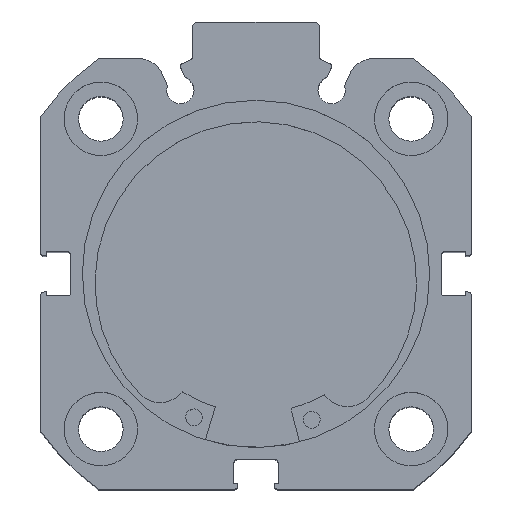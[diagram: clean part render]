
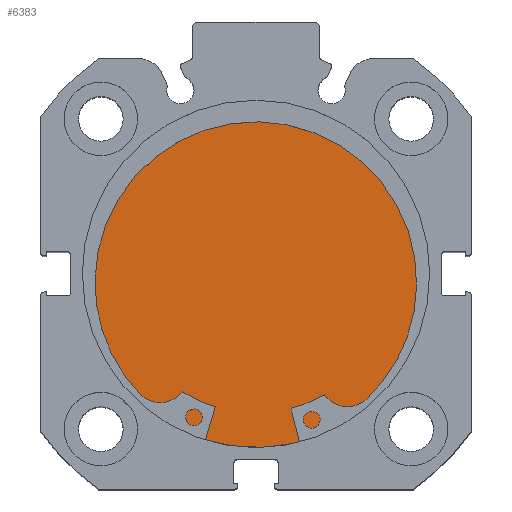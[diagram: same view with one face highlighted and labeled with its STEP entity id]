
A CAD part, top view. The second image highlights one B-rep face of the part: STEP entity #6383.
In plain terms, the highlighted face is planar.
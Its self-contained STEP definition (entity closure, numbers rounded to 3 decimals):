
#349 = EDGE_CURVE ( 'NONE', #6153, #6177, #3251, .T. ) ;
#379 = EDGE_CURVE ( 'NONE', #6177, #6153, #3292, .T. ) ;
#689 = AXIS2_PLACEMENT_3D ( 'NONE', #1336, #1724, #1725 ) ;
#716 = AXIS2_PLACEMENT_3D ( 'NONE', #1911, #1624, #1841 ) ;
#1336 = CARTESIAN_POINT ( 'NONE',  ( 9., 0., 0. ) ) ;
#1624 = DIRECTION ( 'NONE',  ( -1., 0., 0. ) ) ;
#1724 = DIRECTION ( 'NONE',  ( -1., 0., 0. ) ) ;
#1725 = DIRECTION ( 'NONE',  ( 0., 0., 1. ) ) ;
#1841 = DIRECTION ( 'NONE',  ( 0., 0., 1. ) ) ;
#1911 = CARTESIAN_POINT ( 'NONE',  ( 9., 0., 0. ) ) ;
#2791 = EDGE_LOOP ( 'NONE', ( #6676, #6805 ) ) ;
#3251 = CIRCLE ( 'NONE', #689, 26. ) ;
#3292 = CIRCLE ( 'NONE', #716, 26. ) ;
#4122 = CARTESIAN_POINT ( 'NONE',  ( 9., 0., 26. ) ) ;
#4142 = CARTESIAN_POINT ( 'NONE',  ( 9., 0., -26. ) ) ;
#4714 = PLANE ( 'NONE',  #5554 ) ;
#4721 = CARTESIAN_POINT ( 'NONE',  ( 9., 26., 0. ) ) ;
#4739 = DIRECTION ( 'NONE',  ( -1., 0., 0. ) ) ;
#4740 = DIRECTION ( 'NONE',  ( 0., 0., 1. ) ) ;
#5342 = FACE_OUTER_BOUND ( 'NONE', #2791, .T. ) ;
#5554 = AXIS2_PLACEMENT_3D ( 'NONE', #4721, #4739, #4740 ) ;
#6153 = VERTEX_POINT ( 'NONE', #4122 ) ;
#6177 = VERTEX_POINT ( 'NONE', #4142 ) ;
#6383 = ADVANCED_FACE ( 'NONE', ( #5342 ), #4714, .F. ) ;
#6676 = ORIENTED_EDGE ( 'NONE', *, *, #349, .F. ) ;
#6805 = ORIENTED_EDGE ( 'NONE', *, *, #379, .F. ) ;
